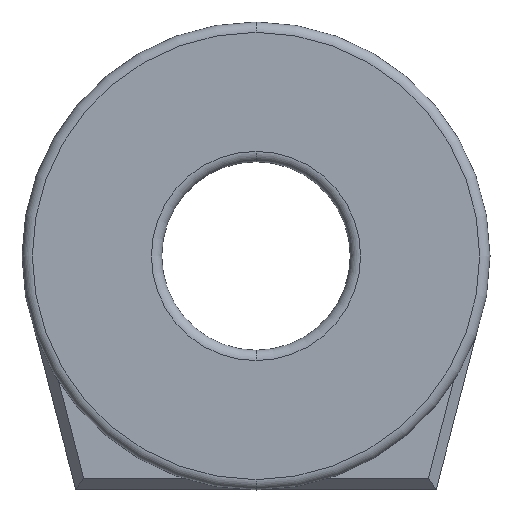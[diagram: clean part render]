
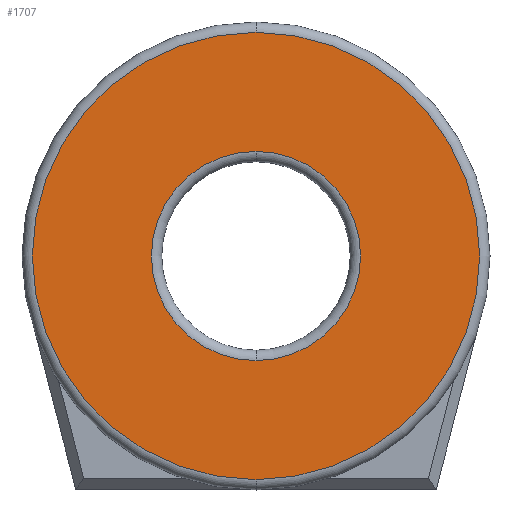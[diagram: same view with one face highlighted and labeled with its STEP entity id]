
A CAD part, front view. The second image highlights one B-rep face of the part: STEP entity #1707.
In plain terms, the highlighted planar face has unit normal (0, -1, 0).
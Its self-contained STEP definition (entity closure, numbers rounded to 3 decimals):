
#91 = AXIS2_PLACEMENT_3D ( 'NONE', #1262, #1419, #1145 ) ;
#132 = CIRCLE ( 'NONE', #906, 10.8 ) ;
#149 = EDGE_CURVE ( 'NONE', #1112, #882, #132, .T. ) ;
#209 = CARTESIAN_POINT ( 'NONE',  ( 0., -2.85, 0. ) ) ;
#212 = ORIENTED_EDGE ( 'NONE', *, *, #1171, .F. ) ;
#250 = CARTESIAN_POINT ( 'NONE',  ( 0., -2.85, 10.8 ) ) ;
#333 = DIRECTION ( 'NONE',  ( 0., 0., -1. ) ) ;
#383 = CIRCLE ( 'NONE', #1342, 10.8 ) ;
#441 = EDGE_CURVE ( 'NONE', #882, #1112, #383, .T. ) ;
#460 = AXIS2_PLACEMENT_3D ( 'NONE', #209, #1389, #501 ) ;
#501 = DIRECTION ( 'NONE',  ( 0., 0., -1. ) ) ;
#667 = CIRCLE ( 'NONE', #1757, 5.05 ) ;
#692 = CARTESIAN_POINT ( 'NONE',  ( 0., -2.85, -5.05 ) ) ;
#825 = ORIENTED_EDGE ( 'NONE', *, *, #149, .F. ) ;
#882 = VERTEX_POINT ( 'NONE', #1117 ) ;
#906 = AXIS2_PLACEMENT_3D ( 'NONE', #1505, #1339, #333 ) ;
#943 = EDGE_LOOP ( 'NONE', ( #212, #1594 ) ) ;
#996 = VERTEX_POINT ( 'NONE', #1027 ) ;
#1027 = CARTESIAN_POINT ( 'NONE',  ( 0., -2.85, 5.05 ) ) ;
#1112 = VERTEX_POINT ( 'NONE', #250 ) ;
#1117 = CARTESIAN_POINT ( 'NONE',  ( 0., -2.85, -10.8 ) ) ;
#1136 = FACE_OUTER_BOUND ( 'NONE', #1486, .T. ) ;
#1145 = DIRECTION ( 'NONE',  ( 0., 0., -1. ) ) ;
#1171 = EDGE_CURVE ( 'NONE', #996, #1190, #667, .T. ) ;
#1190 = VERTEX_POINT ( 'NONE', #692 ) ;
#1262 = CARTESIAN_POINT ( 'NONE',  ( 0., -2.85, 11.3 ) ) ;
#1270 = DIRECTION ( 'NONE',  ( 0., 0., -1. ) ) ;
#1290 = CIRCLE ( 'NONE', #460, 5.05 ) ;
#1307 = DIRECTION ( 'NONE',  ( 0., -1., 0. ) ) ;
#1339 = DIRECTION ( 'NONE',  ( 0., 1., 0. ) ) ;
#1342 = AXIS2_PLACEMENT_3D ( 'NONE', #1541, #1559, #1828 ) ;
#1389 = DIRECTION ( 'NONE',  ( 0., -1., 0. ) ) ;
#1419 = DIRECTION ( 'NONE',  ( 0., -1., 0. ) ) ;
#1432 = CARTESIAN_POINT ( 'NONE',  ( 0., -2.85, 0. ) ) ;
#1486 = EDGE_LOOP ( 'NONE', ( #825, #1614 ) ) ;
#1492 = EDGE_CURVE ( 'NONE', #1190, #996, #1290, .T. ) ;
#1505 = CARTESIAN_POINT ( 'NONE',  ( 0., -2.85, 0. ) ) ;
#1541 = CARTESIAN_POINT ( 'NONE',  ( 0., -2.85, 0. ) ) ;
#1559 = DIRECTION ( 'NONE',  ( 0., 1., 0. ) ) ;
#1594 = ORIENTED_EDGE ( 'NONE', *, *, #1492, .F. ) ;
#1614 = ORIENTED_EDGE ( 'NONE', *, *, #441, .F. ) ;
#1707 = ADVANCED_FACE ( 'NONE', ( #1861, #1136 ), #1889, .T. ) ;
#1757 = AXIS2_PLACEMENT_3D ( 'NONE', #1432, #1307, #1270 ) ;
#1828 = DIRECTION ( 'NONE',  ( 0., 0., -1. ) ) ;
#1861 = FACE_BOUND ( 'NONE', #943, .T. ) ;
#1889 = PLANE ( 'NONE',  #91 ) ;
